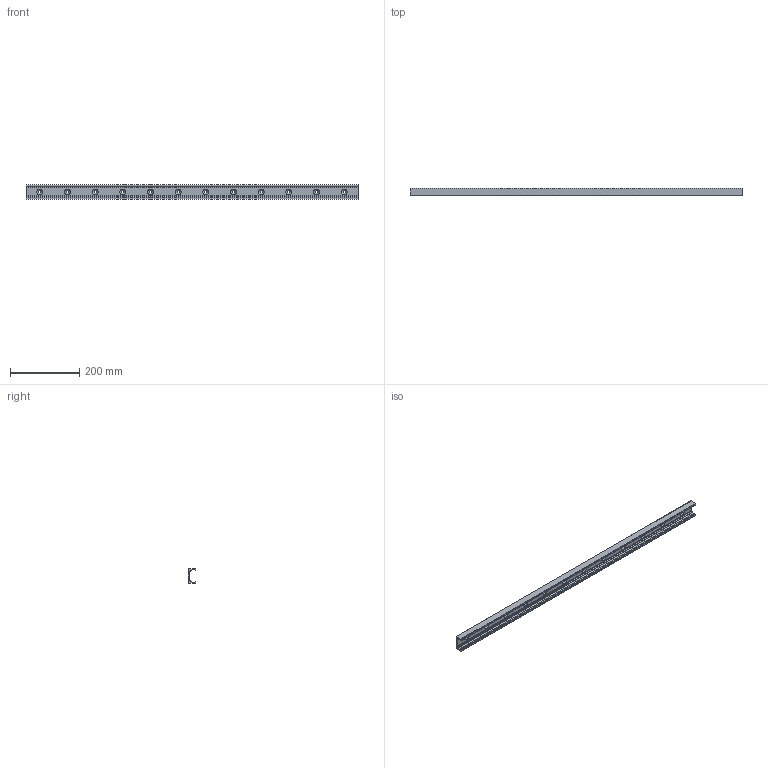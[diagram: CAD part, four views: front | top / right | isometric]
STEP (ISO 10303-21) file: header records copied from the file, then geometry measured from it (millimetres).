
FILE_DESCRIPTION((''),'2;1');
FILE_NAME('LCX 43-0960.V.stp','2016-04-28T14:36:22',('MRathmann'),(''),'Autodesk Inventor 2012','Autodesk Inventor 2012','');
FILE_SCHEMA(('CONFIG_CONTROL_DESIGN'));
Length unit declared in the file: millimetre
Products named in the file (1): LCX 43-0960.V
Bounding box: 960 x 21 x 43 mm (x, y, z)
Volume: 328107.2 mm3; surface area: 153222.7 mm2
Topology: 1 solids, 1 shells, 52 faces, 138 edges, 88 vertices
Faces by surface type: cylinder 25, plane 15, cone 12
Full cylindrical faces by diameter (mm): 8.5 x12
Entity records: 1582 total; most frequent: DIRECTION 282, CARTESIAN_POINT 255, ORIENTED_EDGE 228, AXIS2_PLACEMENT_3D 115, EDGE_CURVE 114, EDGE_LOOP 100, VERTEX_POINT 88, CIRCLE 62
